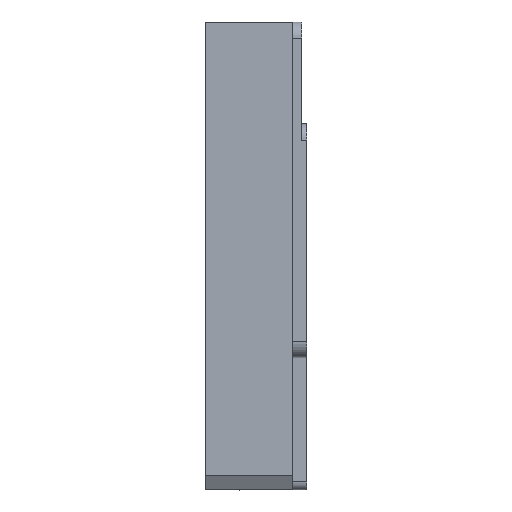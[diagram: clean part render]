
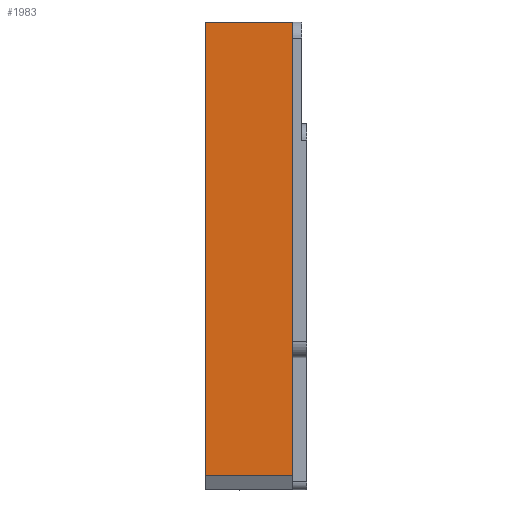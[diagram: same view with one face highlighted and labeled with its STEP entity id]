
A CAD part, front view. The second image highlights one B-rep face of the part: STEP entity #1983.
In plain terms, the highlighted planar face has unit normal (0, -1, 0).
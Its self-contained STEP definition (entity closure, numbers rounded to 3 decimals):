
#1963=AXIS2_PLACEMENT_3D('Plane Axis2P3D',#1960,#1961,#1962) ;
#978=CARTESIAN_POINT('Vertex',(4.3,0.,23.)) ;
#981=CARTESIAN_POINT('Line Origine',(4.3,0.,11.846)) ;
#985=CARTESIAN_POINT('Vertex',(4.3,0.,0.693)) ;
#1677=CARTESIAN_POINT('Vertex',(0.,0.,23.)) ;
#1680=CARTESIAN_POINT('Line Origine',(2.15,0.,23.)) ;
#1960=CARTESIAN_POINT('Axis2P3D Location',(0.,0.,0.)) ;
#1965=CARTESIAN_POINT('Line Origine',(0.,0.,11.846)) ;
#1969=CARTESIAN_POINT('Vertex',(0.,0.,0.693)) ;
#1972=CARTESIAN_POINT('Line Origine',(2.15,0.,0.693)) ;
#982=DIRECTION('Vector Direction',(0.,0.,1.)) ;
#1681=DIRECTION('Vector Direction',(-1.,0.,0.)) ;
#1961=DIRECTION('Axis2P3D Direction',(0.,-1.,0.)) ;
#1962=DIRECTION('Axis2P3D XDirection',(0.,0.,1.)) ;
#1966=DIRECTION('Vector Direction',(0.,0.,1.)) ;
#1973=DIRECTION('Vector Direction',(1.,0.,0.)) ;
#983=VECTOR('Line Direction',#982,1.) ;
#1682=VECTOR('Line Direction',#1681,1.) ;
#1967=VECTOR('Line Direction',#1966,1.) ;
#1974=VECTOR('Line Direction',#1973,1.) ;
#1978=ORIENTED_EDGE('',*,*,#987,.F.) ;
#1979=ORIENTED_EDGE('',*,*,#1684,.T.) ;
#1980=ORIENTED_EDGE('',*,*,#1971,.T.) ;
#1981=ORIENTED_EDGE('',*,*,#1976,.T.) ;
#1983=ADVANCED_FACE('BODY',(#1982),#1964,.T.) ;
#987=EDGE_CURVE('',#979,#986,#984,.F.) ;
#1684=EDGE_CURVE('',#979,#1678,#1683,.T.) ;
#1971=EDGE_CURVE('',#1678,#1970,#1968,.F.) ;
#1976=EDGE_CURVE('',#1970,#986,#1975,.T.) ;
#1977=EDGE_LOOP('',(#1978,#1979,#1980,#1981)) ;
#1982=FACE_OUTER_BOUND('',#1977,.T.) ;
#984=LINE('Line',#981,#983) ;
#1683=LINE('Line',#1680,#1682) ;
#1968=LINE('Line',#1965,#1967) ;
#1975=LINE('Line',#1972,#1974) ;
#1964=PLANE('',#1963) ;
#979=VERTEX_POINT('',#978) ;
#986=VERTEX_POINT('',#985) ;
#1678=VERTEX_POINT('',#1677) ;
#1970=VERTEX_POINT('',#1969) ;
